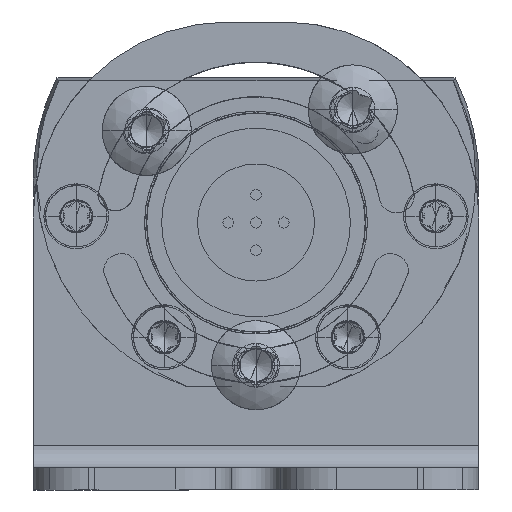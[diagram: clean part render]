
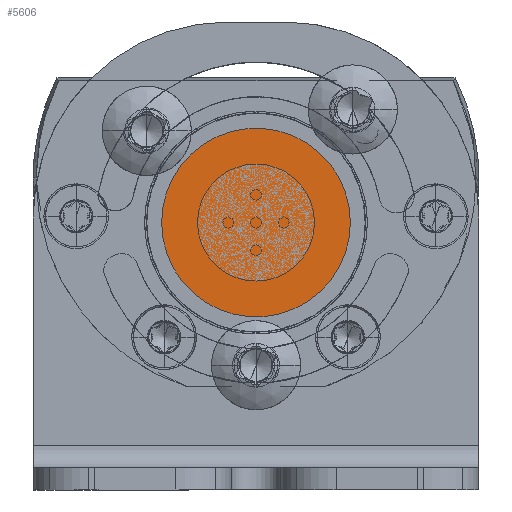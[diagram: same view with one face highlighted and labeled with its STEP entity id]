
A CAD part, front view. The second image highlights one B-rep face of the part: STEP entity #5606.
In plain terms, the highlighted planar face has unit normal (0, -1, 0).
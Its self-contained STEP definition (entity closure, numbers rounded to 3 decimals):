
#5600=AXIS2_PLACEMENT_3D('Plane Axis2P3D',#5597,#5598,#5599) ;
#2593=CARTESIAN_POINT('Control Point',(28.471,23.,24.)) ;
#2594=CARTESIAN_POINT('Control Point',(28.471,23.,24.855)) ;
#2595=CARTESIAN_POINT('Control Point',(28.363,23.,25.711)) ;
#2596=CARTESIAN_POINT('Control Point',(28.147,23.,26.548)) ;
#2597=CARTESIAN_POINT('Control Point',(27.508,23.,28.15)) ;
#2598=CARTESIAN_POINT('Control Point',(26.492,23.,29.542)) ;
#2599=CARTESIAN_POINT('Control Point',(25.897,23.,30.171)) ;
#2600=CARTESIAN_POINT('Control Point',(24.564,23.,31.263)) ;
#2601=CARTESIAN_POINT('Control Point',(23.,23.,31.99)) ;
#2602=CARTESIAN_POINT('Control Point',(22.176,23.,32.252)) ;
#2603=CARTESIAN_POINT('Control Point',(20.48,23.,32.563)) ;
#2604=CARTESIAN_POINT('Control Point',(18.76,23.,32.443)) ;
#2605=CARTESIAN_POINT('Control Point',(17.912,23.,32.274)) ;
#2606=CARTESIAN_POINT('Control Point',(16.277,23.,31.725)) ;
#2607=CARTESIAN_POINT('Control Point',(14.83,23.,30.788)) ;
#2608=CARTESIAN_POINT('Control Point',(14.17,23.,30.229)) ;
#2609=CARTESIAN_POINT('Control Point',(13.004,23.,28.958)) ;
#2610=CARTESIAN_POINT('Control Point',(12.192,23.,27.438)) ;
#2611=CARTESIAN_POINT('Control Point',(11.884,23.,26.629)) ;
#2612=CARTESIAN_POINT('Control Point',(11.637,23.,25.607)) ;
#2613=CARTESIAN_POINT('Control Point',(11.55,23.,24.566)) ;
#2614=CARTESIAN_POINT('Control Point',(11.539,23.,24.377)) ;
#2615=CARTESIAN_POINT('Control Point',(11.534,23.,24.189)) ;
#2616=CARTESIAN_POINT('Control Point',(11.534,23.,24.)) ;
#2617=CARTESIAN_POINT('Vertex',(28.471,23.,24.)) ;
#2619=CARTESIAN_POINT('Vertex',(11.534,23.,24.)) ;
#2623=CARTESIAN_POINT('Control Point',(11.534,23.,24.)) ;
#2624=CARTESIAN_POINT('Control Point',(11.534,23.,23.145)) ;
#2625=CARTESIAN_POINT('Control Point',(11.642,23.,22.289)) ;
#2626=CARTESIAN_POINT('Control Point',(11.858,23.,21.452)) ;
#2627=CARTESIAN_POINT('Control Point',(12.497,23.,19.85)) ;
#2628=CARTESIAN_POINT('Control Point',(13.513,23.,18.458)) ;
#2629=CARTESIAN_POINT('Control Point',(14.108,23.,17.829)) ;
#2630=CARTESIAN_POINT('Control Point',(15.441,23.,16.737)) ;
#2631=CARTESIAN_POINT('Control Point',(17.005,23.,16.01)) ;
#2632=CARTESIAN_POINT('Control Point',(17.829,23.,15.748)) ;
#2633=CARTESIAN_POINT('Control Point',(19.525,23.,15.437)) ;
#2634=CARTESIAN_POINT('Control Point',(21.245,23.,15.557)) ;
#2635=CARTESIAN_POINT('Control Point',(22.093,23.,15.726)) ;
#2636=CARTESIAN_POINT('Control Point',(23.728,23.,16.275)) ;
#2637=CARTESIAN_POINT('Control Point',(25.175,23.,17.212)) ;
#2638=CARTESIAN_POINT('Control Point',(25.835,23.,17.771)) ;
#2639=CARTESIAN_POINT('Control Point',(27.001,23.,19.042)) ;
#2640=CARTESIAN_POINT('Control Point',(27.813,23.,20.562)) ;
#2641=CARTESIAN_POINT('Control Point',(28.121,23.,21.371)) ;
#2642=CARTESIAN_POINT('Control Point',(28.368,23.,22.393)) ;
#2643=CARTESIAN_POINT('Control Point',(28.455,23.,23.434)) ;
#2644=CARTESIAN_POINT('Control Point',(28.466,23.,23.623)) ;
#2645=CARTESIAN_POINT('Control Point',(28.471,23.,23.811)) ;
#2646=CARTESIAN_POINT('Control Point',(28.471,23.,24.)) ;
#5597=CARTESIAN_POINT('Axis2P3D Location',(20.002,23.,24.)) ;
#5598=DIRECTION('Axis2P3D Direction',(0.,1.,0.)) ;
#5599=DIRECTION('Axis2P3D XDirection',(1.,0.,0.)) ;
#5603=ORIENTED_EDGE('',*,*,#2647,.T.) ;
#5604=ORIENTED_EDGE('',*,*,#2621,.T.) ;
#5606=ADVANCED_FACE('Hauptkoerper',(#5605),#5601,.F.) ;
#2592=B_SPLINE_CURVE_WITH_KNOTS('',5,(#2593,#2594,#2595,#2596,#2597,#2598,#2599,#2600,#2601,#2602,#2603,#2604,#2605,#2606,#2607,#2608,#2609,#2610,#2611,#2612,#2613,#2614,#2615,#2616),.UNSPECIFIED.,.F.,.U.,(6,3,3,3,3,3,3,6),(0.,6.048,12.097,18.145,24.194,30.242,36.291,37.624),.UNSPECIFIED.) ;
#2622=B_SPLINE_CURVE_WITH_KNOTS('',5,(#2623,#2624,#2625,#2626,#2627,#2628,#2629,#2630,#2631,#2632,#2633,#2634,#2635,#2636,#2637,#2638,#2639,#2640,#2641,#2642,#2643,#2644,#2645,#2646),.UNSPECIFIED.,.F.,.U.,(6,3,3,3,3,3,3,6),(0.,6.048,12.097,18.145,24.194,30.242,36.291,37.624),.UNSPECIFIED.) ;
#2621=EDGE_CURVE('',#2618,#2620,#2592,.T.) ;
#2647=EDGE_CURVE('',#2620,#2618,#2622,.T.) ;
#5602=EDGE_LOOP('',(#5603,#5604)) ;
#5605=FACE_OUTER_BOUND('',#5602,.T.) ;
#5601=PLANE('',#5600) ;
#2618=VERTEX_POINT('',#2617) ;
#2620=VERTEX_POINT('',#2619) ;
